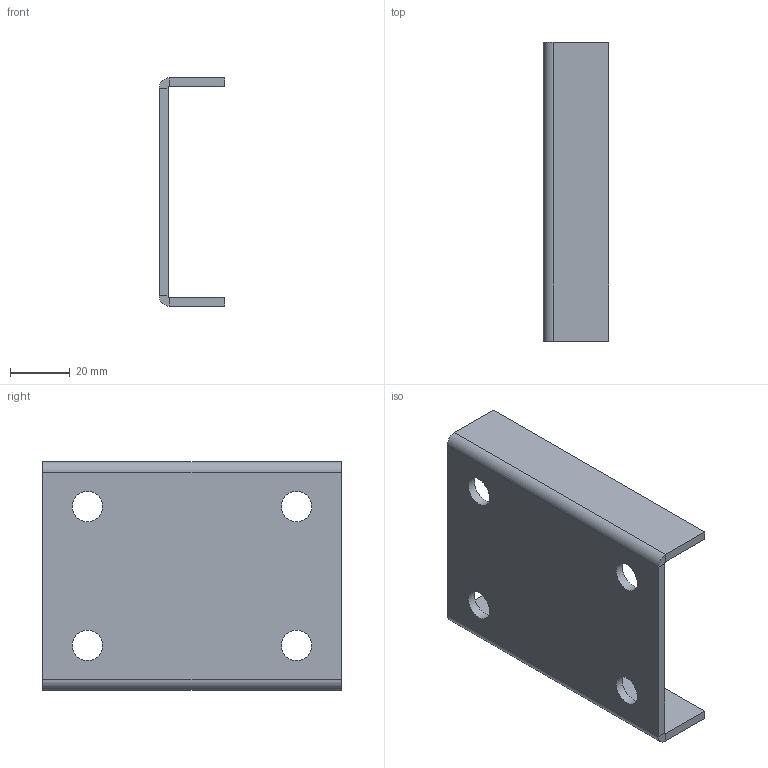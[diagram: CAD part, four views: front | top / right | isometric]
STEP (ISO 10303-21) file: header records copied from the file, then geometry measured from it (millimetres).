
FILE_DESCRIPTION(/* description */ (''),/* implementation_level */ '2;1');
FILE_NAME(/* name */ 'PTT01S003004A_PIASTRA_ASS_POST_.stp',/* time_stamp */ '2016-06-02T11:20:59+02:00',/* author */ (''),/* organization */ (''),/* preprocessor_version */ 'ST-DEVELOPER v16.5',/* originating_system */ 'Autodesk Translation Framework v5.0.0.3310',/* authorisation */ '');
FILE_SCHEMA (('AUTOMOTIVE_DESIGN { 1 0 10303 214 3 1 1 }'));
Length unit declared in the file: centimetre
Products named in the file (1): PTT01S003004A_PIASTRA_ASS_POST_
Bounding box: 22 x 100 x 76.5 mm (x, y, z)
Volume: 32864 mm3; surface area: 23568.7 mm2
Topology: 1 solids, 1 shells, 26 faces, 56 edges, 32 vertices
Faces by surface type: plane 18, cylinder 8
Full cylindrical faces by diameter (mm): 10.15 x4
Entity records: 708 total; most frequent: DIRECTION 122, CARTESIAN_POINT 111, ORIENTED_EDGE 104, EDGE_CURVE 52, AXIS2_PLACEMENT_3D 43, EDGE_LOOP 38, LINE 36, VECTOR 36
